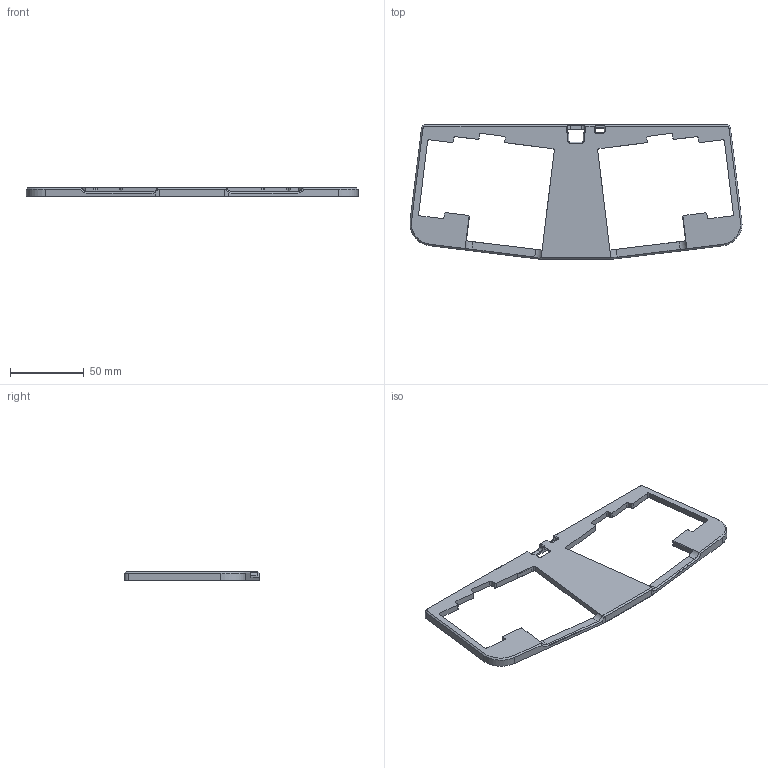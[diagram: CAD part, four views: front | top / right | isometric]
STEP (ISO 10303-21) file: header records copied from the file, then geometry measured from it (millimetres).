
FILE_DESCRIPTION(/* description */ ('STEP AP242','CAx-IF Rec.Pracs.---Representation and Presentation of Product Manufacturing Information (PMI)---4.0---2014-10-13'),/* implementation_level */ '2;1');
FILE_NAME(/* name */ 'bord de loeuf top.step',/* time_stamp */ '2025-02-28T13:16:29-05:00',/* author */ (''),/* organization */ (''),/* preprocessor_version */ 'ST-DEVELOPER v20',/* originating_system */ 'Autodesk Translation Framework v13.20.0.188',/* authorisation */ '');
FILE_SCHEMA (('AP242_MANAGED_MODEL_BASED_3D_ENGINEERING_MIM_LF { 1 0 10303 442 1 1 4 }'));
Length unit declared in the file: millimetre
Products named in the file (1): le oeuf case
Bounding box: 224.4 x 91.15 x 6 mm (x, y, z)
Volume: 25950.8 mm3; surface area: 23886.6 mm2
Topology: 1 solids, 1 shells, 317 faces, 845 edges, 529 vertices
Faces by surface type: plane 139, cylinder 119, cone 24, bspline 22, torus 11, sphere 2
Full cylindrical faces by diameter (mm): 1.6 x9
Entity records: 10436 total; most frequent: CARTESIAN_POINT 2494, ORIENTED_EDGE 1670, DIRECTION 1663, EDGE_CURVE 835, AXIS2_PLACEMENT_3D 580, VERTEX_POINT 529, LINE 503, VECTOR 503
